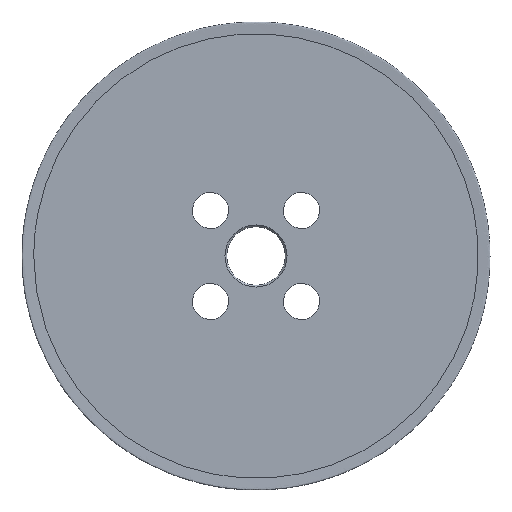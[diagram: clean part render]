
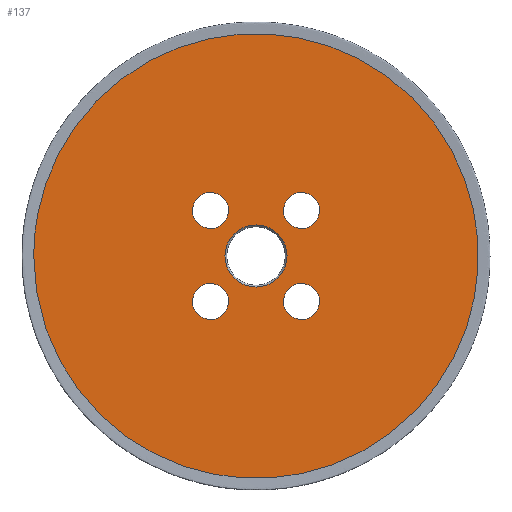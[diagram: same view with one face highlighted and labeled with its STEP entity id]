
A CAD part, top view. The second image highlights one B-rep face of the part: STEP entity #137.
In plain terms, the highlighted planar face has unit normal (0, 0, 1).
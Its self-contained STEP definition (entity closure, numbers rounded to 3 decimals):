
#137=ADVANCED_FACE('TB_SU_5',(#163,#164,#165,#166,#167,#168),#161,.T.);
#161=PLANE('',#558);
#163=FACE_BOUND('',#203,.T.);
#164=FACE_BOUND('',#204,.T.);
#165=FACE_BOUND('',#205,.T.);
#166=FACE_BOUND('',#206,.T.);
#167=FACE_BOUND('',#207,.T.);
#168=FACE_BOUND('',#208,.T.);
#203=EDGE_LOOP('',(#251,#252,#253,#254));
#204=EDGE_LOOP('',(#255));
#205=EDGE_LOOP('',(#256));
#206=EDGE_LOOP('',(#257));
#207=EDGE_LOOP('',(#258));
#208=EDGE_LOOP('',(#259));
#251=ORIENTED_EDGE('',*,*,#369,.F.);
#252=ORIENTED_EDGE('',*,*,#370,.F.);
#253=ORIENTED_EDGE('',*,*,#371,.F.);
#254=ORIENTED_EDGE('',*,*,#372,.F.);
#255=ORIENTED_EDGE('',*,*,#373,.T.);
#256=ORIENTED_EDGE('',*,*,#374,.T.);
#257=ORIENTED_EDGE('',*,*,#375,.T.);
#258=ORIENTED_EDGE('',*,*,#376,.T.);
#259=ORIENTED_EDGE('',*,*,#377,.T.);
#335=VERTEX_POINT('',#760);
#336=VERTEX_POINT('',#761);
#337=VERTEX_POINT('',#763);
#338=VERTEX_POINT('',#765);
#339=VERTEX_POINT('',#768);
#340=VERTEX_POINT('',#770);
#341=VERTEX_POINT('',#772);
#342=VERTEX_POINT('',#774);
#343=VERTEX_POINT('',#776);
#369=EDGE_CURVE('',#335,#336,#411,.T.);
#370=EDGE_CURVE('',#337,#335,#412,.T.);
#371=EDGE_CURVE('',#338,#337,#413,.T.);
#372=EDGE_CURVE('',#336,#338,#414,.T.);
#373=EDGE_CURVE('',#339,#339,#415,.T.);
#374=EDGE_CURVE('',#340,#340,#416,.T.);
#375=EDGE_CURVE('',#341,#341,#417,.T.);
#376=EDGE_CURVE('',#342,#342,#418,.T.);
#377=EDGE_CURVE('',#343,#343,#419,.T.);
#411=CIRCLE('',#549,5.304);
#412=CIRCLE('',#550,5.304);
#413=CIRCLE('',#551,5.304);
#414=CIRCLE('',#552,5.304);
#415=CIRCLE('',#553,3.084);
#416=CIRCLE('',#554,3.084);
#417=CIRCLE('',#555,38.809);
#418=CIRCLE('',#556,3.084);
#419=CIRCLE('',#557,3.084);
#549=AXIS2_PLACEMENT_3D('',#759,#625,#626);
#550=AXIS2_PLACEMENT_3D('',#762,#627,#628);
#551=AXIS2_PLACEMENT_3D('',#764,#629,#630);
#552=AXIS2_PLACEMENT_3D('',#766,#631,#632);
#553=AXIS2_PLACEMENT_3D('',#767,#633,#634);
#554=AXIS2_PLACEMENT_3D('',#769,#635,#636);
#555=AXIS2_PLACEMENT_3D('',#771,#637,#638);
#556=AXIS2_PLACEMENT_3D('',#773,#639,#640);
#557=AXIS2_PLACEMENT_3D('',#775,#641,#642);
#558=AXIS2_PLACEMENT_3D('',#777,#643,#644);
#625=DIRECTION('',(0.,0.,1.));
#626=DIRECTION('',(-0.292,-0.956,0.));
#627=DIRECTION('',(0.,0.,1.));
#628=DIRECTION('',(-0.292,-0.956,0.));
#629=DIRECTION('',(0.,0.,1.));
#630=DIRECTION('',(-0.292,-0.956,0.));
#631=DIRECTION('',(0.,0.,1.));
#632=DIRECTION('',(-0.292,-0.956,0.));
#633=DIRECTION('',(0.,0.,-1.));
#634=DIRECTION('',(-0.292,-0.956,0.));
#635=DIRECTION('',(0.,0.,-1.));
#636=DIRECTION('',(-0.292,-0.956,0.));
#637=DIRECTION('',(0.,0.,1.));
#638=DIRECTION('',(-0.292,-0.956,0.));
#639=DIRECTION('',(0.,0.,-1.));
#640=DIRECTION('',(-0.292,-0.956,0.));
#641=DIRECTION('',(0.,0.,-1.));
#642=DIRECTION('',(-0.292,-0.956,0.));
#643=DIRECTION('',(0.,0.,1.));
#644=DIRECTION('',(-0.292,-0.956,0.));
#759=CARTESIAN_POINT('',(0.,0.,0.));
#760=CARTESIAN_POINT('',(0.,-5.304,0.));
#761=CARTESIAN_POINT('',(5.304,0.,0.));
#762=CARTESIAN_POINT('',(0.,0.,0.));
#763=CARTESIAN_POINT('',(-5.304,0.,0.));
#764=CARTESIAN_POINT('',(0.,0.,0.));
#765=CARTESIAN_POINT('',(0.,5.304,0.));
#766=CARTESIAN_POINT('',(0.,0.,0.));
#767=CARTESIAN_POINT('',(-7.778,7.778,0.));
#768=CARTESIAN_POINT('',(-8.68,4.829,0.));
#769=CARTESIAN_POINT('',(7.778,-7.778,0.));
#770=CARTESIAN_POINT('',(6.877,-10.727,0.));
#771=CARTESIAN_POINT('',(0.,0.,0.));
#772=CARTESIAN_POINT('',(-11.347,-37.113,0.));
#773=CARTESIAN_POINT('',(-7.778,-7.778,0.));
#774=CARTESIAN_POINT('',(-8.68,-10.727,0.));
#775=CARTESIAN_POINT('',(7.778,7.778,0.));
#776=CARTESIAN_POINT('',(6.877,4.829,0.));
#777=CARTESIAN_POINT('',(-39.109,0.,0.));
